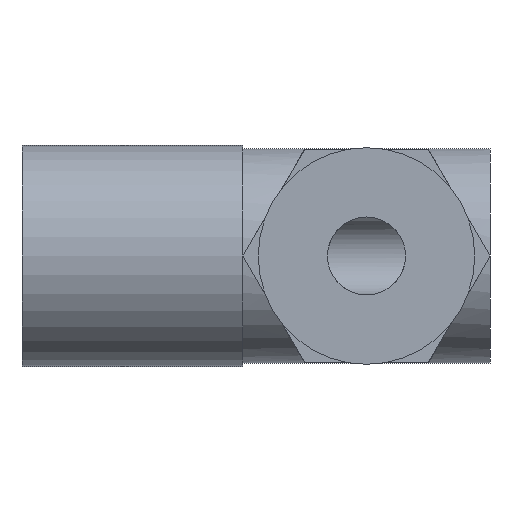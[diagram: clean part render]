
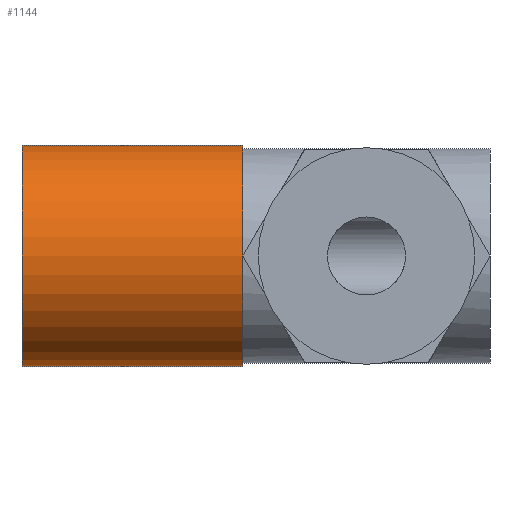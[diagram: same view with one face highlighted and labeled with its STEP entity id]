
A CAD part, front view. The second image highlights one B-rep face of the part: STEP entity #1144.
In plain terms, the highlighted cylindrical face has radius 8.5 mm (diameter 17 mm), a partial arc.
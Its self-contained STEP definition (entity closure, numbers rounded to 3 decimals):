
#79 = DIRECTION ( 'NONE',  ( -1., 0., 0. ) ) ;
#253 = VECTOR ( 'NONE', #4454, 1000. ) ;
#377 = AXIS2_PLACEMENT_3D ( 'NONE', #3138, #6839, #1201 ) ;
#1144 = ADVANCED_FACE ( 'NONE', ( #6911 ), #1274, .T. ) ;
#1158 = CIRCLE ( 'NONE', #377, 8.5 ) ;
#1201 = DIRECTION ( 'NONE',  ( 0., 0., 1. ) ) ;
#1274 = CYLINDRICAL_SURFACE ( 'NONE', #2588, 8.5 ) ;
#1531 = DIRECTION ( 'NONE',  ( 0., 0., 1. ) ) ;
#1538 = AXIS2_PLACEMENT_3D ( 'NONE', #5741, #5825, #1531 ) ;
#1726 = VERTEX_POINT ( 'NONE', #2216 ) ;
#2053 = EDGE_CURVE ( 'NONE', #1726, #2919, #3778, .T. ) ;
#2216 = CARTESIAN_POINT ( 'NONE',  ( 0., 0., -8.5 ) ) ;
#2373 = ORIENTED_EDGE ( 'NONE', *, *, #2053, .F. ) ;
#2546 = DIRECTION ( 'NONE',  ( 0., 0., 1. ) ) ;
#2588 = AXIS2_PLACEMENT_3D ( 'NONE', #4941, #79, #2546 ) ;
#2847 = ORIENTED_EDGE ( 'NONE', *, *, #8009, .F. ) ;
#2919 = VERTEX_POINT ( 'NONE', #6477 ) ;
#3138 = CARTESIAN_POINT ( 'NONE',  ( 17., 0., 0. ) ) ;
#3424 = CARTESIAN_POINT ( 'NONE',  ( 17., 0., 8.5 ) ) ;
#3526 = VECTOR ( 'NONE', #3769, 1000. ) ;
#3583 = EDGE_CURVE ( 'NONE', #7510, #2919, #4390, .T. ) ;
#3769 = DIRECTION ( 'NONE',  ( -1., 0., 0. ) ) ;
#3778 = CIRCLE ( 'NONE', #1538, 8.5 ) ;
#3835 = CARTESIAN_POINT ( 'NONE',  ( 0., 0., -8.5 ) ) ;
#4390 = LINE ( 'NONE', #6895, #3526 ) ;
#4454 = DIRECTION ( 'NONE',  ( -1., 0., 0. ) ) ;
#4941 = CARTESIAN_POINT ( 'NONE',  ( 0., 0., 0. ) ) ;
#5675 = ORIENTED_EDGE ( 'NONE', *, *, #3583, .T. ) ;
#5741 = CARTESIAN_POINT ( 'NONE',  ( 0., 0., 0. ) ) ;
#5819 = VERTEX_POINT ( 'NONE', #6915 ) ;
#5825 = DIRECTION ( 'NONE',  ( -1., 0., 0. ) ) ;
#6477 = CARTESIAN_POINT ( 'NONE',  ( 0., 0., 8.5 ) ) ;
#6736 = EDGE_LOOP ( 'NONE', ( #2847, #8056, #5675, #2373 ) ) ;
#6839 = DIRECTION ( 'NONE',  ( -1., 0., 0. ) ) ;
#6895 = CARTESIAN_POINT ( 'NONE',  ( 0., 0., 8.5 ) ) ;
#6911 = FACE_OUTER_BOUND ( 'NONE', #6736, .T. ) ;
#6915 = CARTESIAN_POINT ( 'NONE',  ( 17., 0., -8.5 ) ) ;
#7330 = EDGE_CURVE ( 'NONE', #5819, #7510, #1158, .T. ) ;
#7510 = VERTEX_POINT ( 'NONE', #3424 ) ;
#8009 = EDGE_CURVE ( 'NONE', #5819, #1726, #8028, .T. ) ;
#8028 = LINE ( 'NONE', #3835, #253 ) ;
#8056 = ORIENTED_EDGE ( 'NONE', *, *, #7330, .T. ) ;
